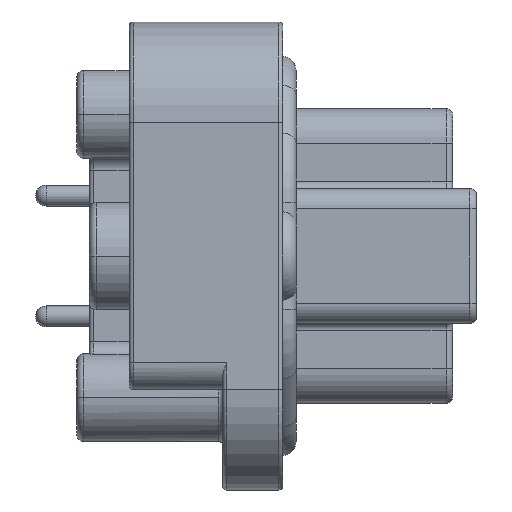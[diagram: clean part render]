
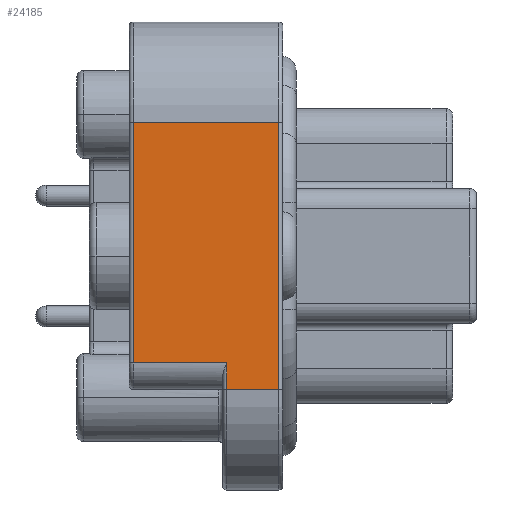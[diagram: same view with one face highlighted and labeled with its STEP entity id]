
A CAD part, left-side view. The second image highlights one B-rep face of the part: STEP entity #24185.
In plain terms, the highlighted planar face has unit normal (-1, 0, 0).
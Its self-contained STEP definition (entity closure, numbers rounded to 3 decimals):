
#8155=DIRECTION('',(0.,1.,0.));
#8156=VECTOR('',#8155,10.96);
#8157=CARTESIAN_POINT('',(-29.6,19.59,10.025));
#8158=LINE('',#8157,#8156);
#8164=DIRECTION('',(0.,0.,-1.));
#8165=VECTOR('',#8164,20.05);
#8166=CARTESIAN_POINT('',(-29.6,19.59,10.025));
#8167=LINE('',#8166,#8165);
#8168=DIRECTION('',(0.,1.,0.));
#8169=VECTOR('',#8168,3.92);
#8170=CARTESIAN_POINT('',(-29.6,19.59,-10.025));
#8171=LINE('',#8170,#8169);
#8172=DIRECTION('',(0.,0.,-1.));
#8173=VECTOR('',#8172,1.97);
#8174=CARTESIAN_POINT('',(-29.6,23.51,-8.055));
#8175=LINE('',#8174,#8173);
#8176=DIRECTION('',(0.,0.,-1.));
#8177=VECTOR('',#8176,18.08);
#8178=CARTESIAN_POINT('',(-29.6,30.55,10.025));
#8179=LINE('',#8178,#8177);
#8363=DIRECTION('',(0.,-1.,0.));
#8364=VECTOR('',#8363,7.04);
#8365=CARTESIAN_POINT('',(-29.6,30.55,-8.055));
#8366=LINE('',#8365,#8364);
#10735=CARTESIAN_POINT('',(-29.6,19.59,10.025));
#10736=CARTESIAN_POINT('',(-29.6,19.59,-10.025));
#10737=VERTEX_POINT('',#10735);
#10738=VERTEX_POINT('',#10736);
#10777=CARTESIAN_POINT('',(-29.6,30.55,10.025));
#10778=VERTEX_POINT('',#10777);
#12126=CARTESIAN_POINT('',(-29.6,30.55,-8.055));
#12128=VERTEX_POINT('',#12126);
#12226=CARTESIAN_POINT('',(-29.6,23.51,-10.025));
#12227=VERTEX_POINT('',#12226);
#12230=CARTESIAN_POINT('',(-29.6,23.51,-8.055));
#12231=VERTEX_POINT('',#12230);
#24168=CARTESIAN_POINT('',(-29.6,19.29,-10.025));
#24169=DIRECTION('',(-1.,0.,0.));
#24170=DIRECTION('',(0.,0.,1.));
#24171=AXIS2_PLACEMENT_3D('',#24168,#24169,#24170);
#24172=PLANE('',#24171);
#24174=ORIENTED_EDGE('',*,*,#24173,.F.);
#24175=ORIENTED_EDGE('',*,*,#24159,.F.);
#24176=ORIENTED_EDGE('',*,*,#24049,.T.);
#24178=ORIENTED_EDGE('',*,*,#24177,.T.);
#24180=ORIENTED_EDGE('',*,*,#24179,.F.);
#24182=ORIENTED_EDGE('',*,*,#24181,.F.);
#24183=EDGE_LOOP('',(#24174,#24175,#24176,#24178,#24180,#24182));
#24184=FACE_OUTER_BOUND('',#24183,.F.);
#24049=EDGE_CURVE('',#10737,#10738,#8167,.T.);
#24159=EDGE_CURVE('',#10737,#10778,#8158,.T.);
#24173=EDGE_CURVE('',#10778,#12128,#8179,.T.);
#24177=EDGE_CURVE('',#10738,#12227,#8171,.T.);
#24179=EDGE_CURVE('',#12231,#12227,#8175,.T.);
#24181=EDGE_CURVE('',#12128,#12231,#8366,.T.);
#24185=ADVANCED_FACE('',(#24184),#24172,.T.);
